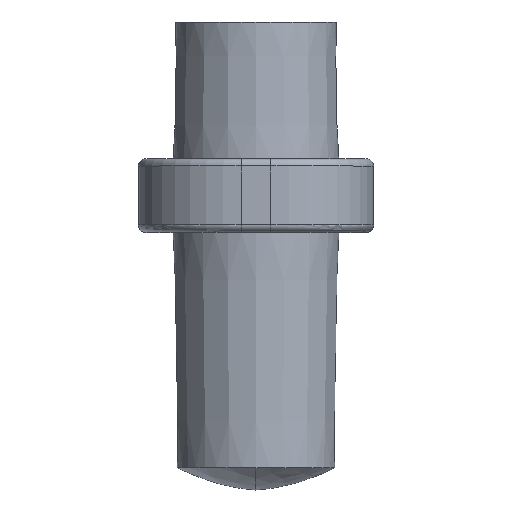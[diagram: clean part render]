
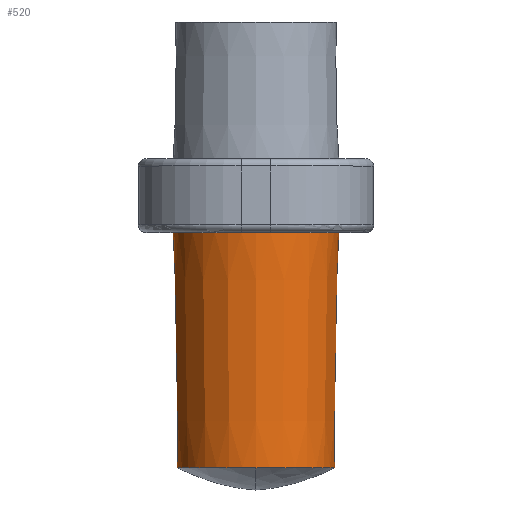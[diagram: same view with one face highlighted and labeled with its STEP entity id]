
A CAD part, top view. The second image highlights one B-rep face of the part: STEP entity #520.
In plain terms, the highlighted conical face has half-angle 1 degrees and reference radius 25.4 mm.
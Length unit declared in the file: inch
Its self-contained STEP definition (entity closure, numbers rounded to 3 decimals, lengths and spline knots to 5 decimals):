
#52=LINE('',#928,#79);
#79=VECTOR('',#665,1.);
#106=CONICAL_SURFACE('',#577,1.,0.017);
#114=FACE_OUTER_BOUND('',#148,.T.);
#148=EDGE_LOOP('',(#368,#369,#370,#371,#372,#373));
#185=CIRCLE('',#572,0.05356);
#189=CIRCLE('',#576,0.05356);
#190=CIRCLE('',#578,0.05635);
#191=CIRCLE('',#579,0.05635);
#231=VERTEX_POINT('',#850);
#233=VERTEX_POINT('',#853);
#235=VERTEX_POINT('',#927);
#236=VERTEX_POINT('',#929);
#281=EDGE_CURVE('',#233,#231,#185,.T.);
#285=EDGE_CURVE('',#231,#233,#189,.T.);
#286=EDGE_CURVE('',#233,#235,#52,.T.);
#287=EDGE_CURVE('',#236,#235,#190,.T.);
#288=EDGE_CURVE('',#235,#236,#191,.T.);
#368=ORIENTED_EDGE('',*,*,#281,.T.);
#369=ORIENTED_EDGE('',*,*,#285,.T.);
#370=ORIENTED_EDGE('',*,*,#286,.T.);
#371=ORIENTED_EDGE('',*,*,#287,.F.);
#372=ORIENTED_EDGE('',*,*,#288,.F.);
#373=ORIENTED_EDGE('',*,*,#286,.F.);
#520=ADVANCED_FACE('',(#114),#106,.F.);
#572=AXIS2_PLACEMENT_3D('',#854,#653,#654);
#576=AXIS2_PLACEMENT_3D('',#925,#661,#662);
#577=AXIS2_PLACEMENT_3D('',#926,#663,#664);
#578=AXIS2_PLACEMENT_3D('',#930,#666,#667);
#579=AXIS2_PLACEMENT_3D('',#931,#668,#669);
#653=DIRECTION('center_axis',(0.,-1.,0.));
#654=DIRECTION('ref_axis',(0.,0.,-1.));
#661=DIRECTION('center_axis',(0.,-1.,0.));
#662=DIRECTION('ref_axis',(0.,0.,-1.));
#663=DIRECTION('center_axis',(0.,1.,0.));
#664=DIRECTION('ref_axis',(0.,0.,1.));
#665=DIRECTION('',(0.,1.,-0.017));
#666=DIRECTION('center_axis',(0.,-1.,0.));
#667=DIRECTION('ref_axis',(0.,0.,1.));
#668=DIRECTION('center_axis',(0.,-1.,0.));
#669=DIRECTION('ref_axis',(0.,0.,1.));
#850=CARTESIAN_POINT('',(0.,-0.16,0.05356));
#853=CARTESIAN_POINT('',(0.,-0.16,-0.05356));
#854=CARTESIAN_POINT('Origin',(0.,-0.16,
0.));
#925=CARTESIAN_POINT('Origin',(0.,-0.16,
0.));
#926=CARTESIAN_POINT('Origin',(0.,54.06167,0.));
#927=CARTESIAN_POINT('',(0.,0.,-0.05635));
#928=CARTESIAN_POINT('',(0.,54.06167,-1.));
#929=CARTESIAN_POINT('',(0.,0.,0.05635));
#930=CARTESIAN_POINT('Origin',(0.,0.,0.));
#931=CARTESIAN_POINT('Origin',(0.,0.,0.));
